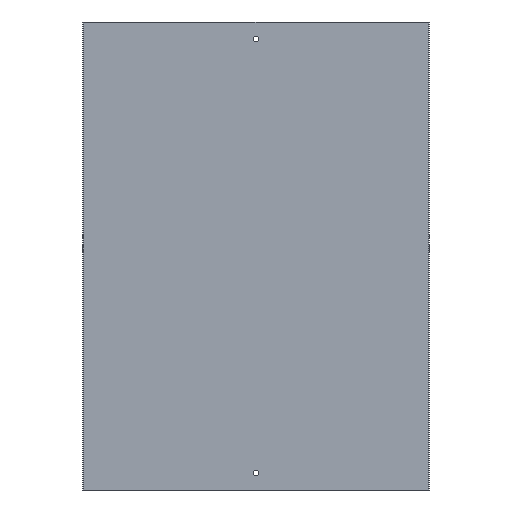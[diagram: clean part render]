
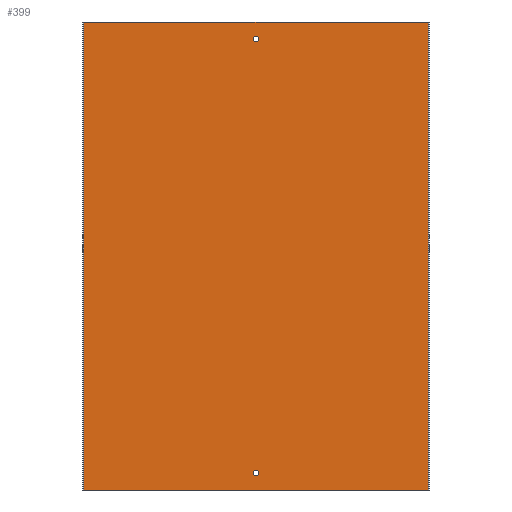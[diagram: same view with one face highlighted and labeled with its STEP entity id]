
A CAD part, front view. The second image highlights one B-rep face of the part: STEP entity #399.
In plain terms, the highlighted planar face has unit normal (0, -1, 0).
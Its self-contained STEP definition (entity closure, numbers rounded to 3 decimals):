
#3 = DIRECTION ( 'NONE',  ( 0., 0., 1. ) ) ;
#5 = PLANE ( 'NONE',  #130 ) ;
#7 = CARTESIAN_POINT ( 'NONE',  ( -151., 0., 410. ) ) ;
#16 = DIRECTION ( 'NONE',  ( 0., 1., 0. ) ) ;
#24 = CARTESIAN_POINT ( 'NONE',  ( -151., 0., 410. ) ) ;
#57 = CARTESIAN_POINT ( 'NONE',  ( -151., 0., 410. ) ) ;
#62 = CARTESIAN_POINT ( 'NONE',  ( 151., 0., 0. ) ) ;
#63 = CARTESIAN_POINT ( 'NONE',  ( -151., 0., 0. ) ) ;
#64 = CARTESIAN_POINT ( 'NONE',  ( 151., 0., 410. ) ) ;
#66 = DIRECTION ( 'NONE',  ( 1., 0., 0. ) ) ;
#72 = DIRECTION ( 'NONE',  ( 0., 0., 1. ) ) ;
#73 = DIRECTION ( 'NONE',  ( 0., -1., 0. ) ) ;
#74 = CARTESIAN_POINT ( 'NONE',  ( 0., 0., 15. ) ) ;
#88 = DIRECTION ( 'NONE',  ( 0., 0., 1. ) ) ;
#89 = DIRECTION ( 'NONE',  ( 0., -1., 0. ) ) ;
#92 = DIRECTION ( 'NONE',  ( 0., 0., -1. ) ) ;
#94 = CARTESIAN_POINT ( 'NONE',  ( 0., 0., 395. ) ) ;
#96 = CARTESIAN_POINT ( 'NONE',  ( -151., 0., 410. ) ) ;
#102 = DIRECTION ( 'NONE',  ( 0., 0., -1. ) ) ;
#104 = CARTESIAN_POINT ( 'NONE',  ( 151., 0., 410. ) ) ;
#106 = CARTESIAN_POINT ( 'NONE',  ( -151., 0., 0. ) ) ;
#107 = DIRECTION ( 'NONE',  ( 1., 0., 0. ) ) ;
#130 = AXIS2_PLACEMENT_3D ( 'NONE', #7, #16, #3 ) ;
#147 = AXIS2_PLACEMENT_3D ( 'NONE', #74, #73, #72 ) ;
#148 = AXIS2_PLACEMENT_3D ( 'NONE', #94, #89, #88 ) ;
#152 = EDGE_CURVE ( 'NONE', #281, #282, #369, .T. ) ;
#154 = EDGE_CURVE ( 'NONE', #280, #282, #273, .T. ) ;
#170 = EDGE_CURVE ( 'NONE', #290, #281, #244, .T. ) ;
#172 = EDGE_CURVE ( 'NONE', #201, #201, #242, .T. ) ;
#179 = EDGE_CURVE ( 'NONE', #200, #200, #229, .T. ) ;
#181 = EDGE_CURVE ( 'NONE', #290, #280, #227, .T. ) ;
#200 = VERTEX_POINT ( 'NONE', #425 ) ;
#201 = VERTEX_POINT ( 'NONE', #416 ) ;
#207 = FACE_BOUND ( 'NONE', #375, .T. ) ;
#209 = FACE_OUTER_BOUND ( 'NONE', #368, .T. ) ;
#210 = FACE_BOUND ( 'NONE', #363, .T. ) ;
#225 = VECTOR ( 'NONE', #66, 1000. ) ;
#227 = LINE ( 'NONE', #96, #225 ) ;
#229 = CIRCLE ( 'NONE', #147, 2.5 ) ;
#239 = VECTOR ( 'NONE', #102, 1000. ) ;
#242 = CIRCLE ( 'NONE', #148, 2.5 ) ;
#244 = LINE ( 'NONE', #24, #239 ) ;
#268 = VECTOR ( 'NONE', #92, 1000. ) ;
#272 = VECTOR ( 'NONE', #107, 1000. ) ;
#273 = LINE ( 'NONE', #104, #268 ) ;
#280 = VERTEX_POINT ( 'NONE', #64 ) ;
#281 = VERTEX_POINT ( 'NONE', #63 ) ;
#282 = VERTEX_POINT ( 'NONE', #62 ) ;
#290 = VERTEX_POINT ( 'NONE', #57 ) ;
#299 = ORIENTED_EDGE ( 'NONE', *, *, #172, .F. ) ;
#300 = ORIENTED_EDGE ( 'NONE', *, *, #179, .F. ) ;
#301 = ORIENTED_EDGE ( 'NONE', *, *, #152, .T. ) ;
#302 = ORIENTED_EDGE ( 'NONE', *, *, #154, .F. ) ;
#303 = ORIENTED_EDGE ( 'NONE', *, *, #181, .F. ) ;
#304 = ORIENTED_EDGE ( 'NONE', *, *, #170, .T. ) ;
#363 = EDGE_LOOP ( 'NONE', ( #299 ) ) ;
#368 = EDGE_LOOP ( 'NONE', ( #301, #302, #303, #304 ) ) ;
#369 = LINE ( 'NONE', #106, #272 ) ;
#375 = EDGE_LOOP ( 'NONE', ( #300 ) ) ;
#399 = ADVANCED_FACE ( 'NONE', ( #210, #207, #209 ), #5, .F. ) ;
#416 = CARTESIAN_POINT ( 'NONE',  ( 0., 0., 397.5 ) ) ;
#425 = CARTESIAN_POINT ( 'NONE',  ( 0., 0., 17.5 ) ) ;
